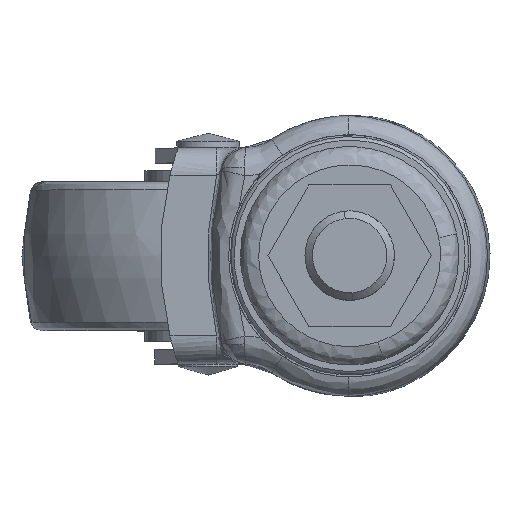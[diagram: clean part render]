
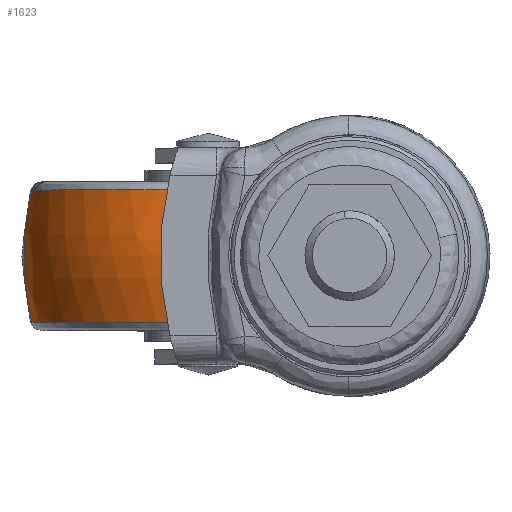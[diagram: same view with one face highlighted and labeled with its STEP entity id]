
A CAD part, top view. The second image highlights one B-rep face of the part: STEP entity #1623.
In plain terms, the highlighted free-form (B-spline) face has degree [2, 2] with [5, 5] control points.
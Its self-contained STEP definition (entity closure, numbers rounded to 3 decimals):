
#1089=CARTESIAN_POINT('',(-42.029,8.881,-31.878));
#1090=VERTEX_POINT('',#1089);
#1104=CARTESIAN_POINT('',(-19.0,8.881,-14.246));
#1105=VERTEX_POINT('',#1104);
#1106=CARTESIAN_POINT('',(-19.0,8.881,-14.246));
#1107=CARTESIAN_POINT('',(-37.265,8.881,-14.246));
#1108=CARTESIAN_POINT('',(-42.029,8.881,-31.878));
#1116=(BOUNDED_CURVE()B_SPLINE_CURVE(2,(#1106,#1107,#1108),.UNSPECIFIED.,.F.,.U.)B_SPLINE_CURVE_WITH_KNOTS((3,3),(0.5,0.706),.UNSPECIFIED.)CURVE()GEOMETRIC_REPRESENTATION_ITEM()RATIONAL_B_SPLINE_CURVE((1.0,0.759,0.914))REPRESENTATION_ITEM(''));
#1117=EDGE_CURVE('',#1105,#1090,#1116,.T.);
#1206=CARTESIAN_POINT('',(-42.695,8.881,-35.346));
#1207=VERTEX_POINT('',#1206);
#1223=CARTESIAN_POINT('',(-42.029,8.881,-31.878));
#1224=CARTESIAN_POINT('',(-42.491,8.881,-33.587));
#1225=CARTESIAN_POINT('',(-42.695,8.881,-35.346));
#1233=(BOUNDED_CURVE()B_SPLINE_CURVE(2,(#1223,#1224,#1225),.UNSPECIFIED.,.F.,.U.)B_SPLINE_CURVE_WITH_KNOTS((3,3),(0.706,0.73),.UNSPECIFIED.)CURVE()GEOMETRIC_REPRESENTATION_ITEM()RATIONAL_B_SPLINE_CURVE((0.914,0.933,0.957))REPRESENTATION_ITEM(''));
#1234=EDGE_CURVE('',#1090,#1207,#1233,.T.);
#1442=CARTESIAN_POINT('',(-19.0,-8.881,-14.246));
#1443=VERTEX_POINT('',#1442);
#1457=CARTESIAN_POINT('',(-42.695,-8.881,-35.346));
#1458=VERTEX_POINT('',#1457);
#1459=CARTESIAN_POINT('',(-19.0,-8.881,-14.246));
#1460=CARTESIAN_POINT('',(-40.242,-8.881,-14.246));
#1461=CARTESIAN_POINT('',(-42.695,-8.881,-35.346));
#1469=(BOUNDED_CURVE()B_SPLINE_CURVE(2,(#1459,#1460,#1461),.UNSPECIFIED.,.F.,.U.)B_SPLINE_CURVE_WITH_KNOTS((3,3),(0.5,0.73),.UNSPECIFIED.)CURVE()GEOMETRIC_REPRESENTATION_ITEM()RATIONAL_B_SPLINE_CURVE((1.0,0.731,0.957))REPRESENTATION_ITEM(''));
#1470=EDGE_CURVE('',#1443,#1458,#1469,.T.);
#1546=CARTESIAN_POINT('',(-19.,-8.881,-14.246));
#1547=CARTESIAN_POINT('',(-19.0,-4.514,-13.1));
#1548=CARTESIAN_POINT('',(-19.0,0.,-13.1));
#1549=CARTESIAN_POINT('',(-19.0,4.514,-13.1));
#1550=CARTESIAN_POINT('',(-19.0,8.881,-14.246));
#1558=(BOUNDED_CURVE()B_SPLINE_CURVE(2,(#1546,#1547,#1548,#1549,#1550),.UNSPECIFIED.,.F.,.U.)B_SPLINE_CURVE_WITH_KNOTS((3,2,3),(0.397,0.5,0.603),.UNSPECIFIED.)CURVE()GEOMETRIC_REPRESENTATION_ITEM()RATIONAL_B_SPLINE_CURVE((0.935,0.959,1.0,0.959,0.935))REPRESENTATION_ITEM(''));
#1559=EDGE_CURVE('',#1443,#1105,#1558,.T.);
#1565=CARTESIAN_POINT('',(-42.695,-8.881,-35.346));
#1566=CARTESIAN_POINT('',(-43.833,-4.514,-35.214));
#1567=CARTESIAN_POINT('',(-43.833,0.,-35.214));
#1568=CARTESIAN_POINT('',(-43.833,4.514,-35.214));
#1569=CARTESIAN_POINT('',(-42.695,8.881,-35.346));
#1577=(BOUNDED_CURVE()B_SPLINE_CURVE(2,(#1565,#1566,#1567,#1568,#1569),.UNSPECIFIED.,.F.,.U.)B_SPLINE_CURVE_WITH_KNOTS((3,2,3),(0.397,0.5,0.603),.UNSPECIFIED.)CURVE()GEOMETRIC_REPRESENTATION_ITEM()RATIONAL_B_SPLINE_CURVE((0.895,0.918,0.957,0.918,0.895))REPRESENTATION_ITEM(''));
#1578=EDGE_CURVE('',#1458,#1207,#1577,.T.);
#1583=CARTESIAN_POINT('',(-18.847,-9.774,-14.493));
#1584=CARTESIAN_POINT('',(-18.838,-4.986,-13.1));
#1585=CARTESIAN_POINT('',(-18.838,0.,-13.1));
#1586=CARTESIAN_POINT('',(-18.838,4.986,-13.1));
#1587=CARTESIAN_POINT('',(-18.847,9.774,-14.493));
#1588=CARTESIAN_POINT('',(-18.923,-9.774,-14.493));
#1589=CARTESIAN_POINT('',(-18.919,-4.986,-13.1));
#1590=CARTESIAN_POINT('',(-18.919,0.,-13.1));
#1591=CARTESIAN_POINT('',(-18.919,4.986,-13.1));
#1592=CARTESIAN_POINT('',(-18.923,9.774,-14.493));
#1593=CARTESIAN_POINT('',(-40.022,-9.774,-14.493));
#1594=CARTESIAN_POINT('',(-41.262,-4.986,-13.1));
#1595=CARTESIAN_POINT('',(-41.262,0.,-13.1));
#1596=CARTESIAN_POINT('',(-41.262,4.986,-13.1));
#1597=CARTESIAN_POINT('',(-40.022,9.774,-14.493));
#1598=CARTESIAN_POINT('',(-42.459,-9.774,-35.454));
#1599=CARTESIAN_POINT('',(-43.843,-4.986,-35.298));
#1600=CARTESIAN_POINT('',(-43.843,0.,-35.298));
#1601=CARTESIAN_POINT('',(-43.843,4.986,-35.298));
#1602=CARTESIAN_POINT('',(-42.459,9.774,-35.454));
#1603=CARTESIAN_POINT('',(-42.468,-9.774,-35.534));
#1604=CARTESIAN_POINT('',(-43.852,-4.986,-35.382));
#1605=CARTESIAN_POINT('',(-43.852,0.,-35.382));
#1606=CARTESIAN_POINT('',(-43.852,4.986,-35.382));
#1607=CARTESIAN_POINT('',(-42.468,9.774,-35.534));
#1615=(BOUNDED_SURFACE()B_SPLINE_SURFACE(2,2,((#1583,#1588,#1593,#1598,#1603),(#1584,#1589,#1594,#1599,#1604),(#1585,#1590,#1595,#1600,#1605),(#1586,#1591,#1596,#1601,#1606),(#1587,#1592,#1597,#1602,#1607)),.UNSPECIFIED.,.F.,.F.,.U.)B_SPLINE_SURFACE_WITH_KNOTS((3,2,3),(3,1,1,3),(0.0,10.236,20.473),(0.0,0.19,38.256,38.447),.UNSPECIFIED.)GEOMETRIC_REPRESENTATION_ITEM()RATIONAL_B_SPLINE_SURFACE(((0.933,0.932,0.68,0.891,0.892),(0.957,0.956,0.698,0.915,0.916),(1.003,1.001,0.731,0.958,0.959),(0.957,0.956,0.698,0.915,0.916),(0.933,0.932,0.68,0.891,0.892)))REPRESENTATION_ITEM('')SURFACE());
#1616=ORIENTED_EDGE('',*,*,#1117,.T.);
#1617=ORIENTED_EDGE('',*,*,#1234,.T.);
#1618=ORIENTED_EDGE('',*,*,#1578,.F.);
#1619=ORIENTED_EDGE('',*,*,#1470,.F.);
#1620=ORIENTED_EDGE('',*,*,#1559,.T.);
#1621=EDGE_LOOP('',(#1616,#1617,#1618,#1619,#1620));
#1622=FACE_OUTER_BOUND('',#1621,.T.);
#1623=ADVANCED_FACE('',(#1622),#1615,.T.);
